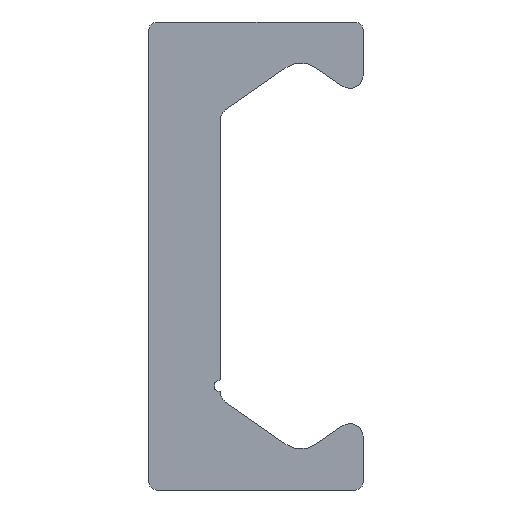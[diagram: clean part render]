
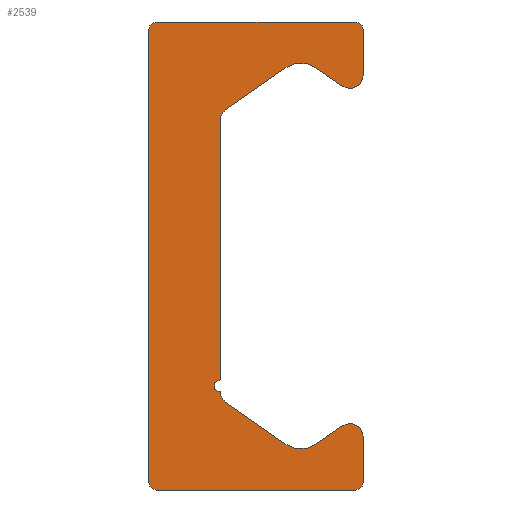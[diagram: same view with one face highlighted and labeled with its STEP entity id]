
A CAD part, left-side view. The second image highlights one B-rep face of the part: STEP entity #2539.
In plain terms, the highlighted planar face has unit normal (-1, 0, 0).
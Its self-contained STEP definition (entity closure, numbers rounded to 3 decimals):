
#1511=CARTESIAN_POINT('',(0.0,1.375,5.214));
#1512=VERTEX_POINT('',#1511);
#1519=CARTESIAN_POINT('',(0.0,1.375,-4.75));
#1520=VERTEX_POINT('',#1519);
#1521=CARTESIAN_POINT('',(0.0,1.375,5.214));
#1522=DIRECTION('',(0.0,0.0,-1.0));
#1523=VECTOR('',#1522,9.964);
#1524=LINE('',#1521,#1523);
#1525=EDGE_CURVE('',#1512,#1520,#1524,.T.);
#1774=CARTESIAN_POINT('',(0.0,3.825,-9.));
#1775=VERTEX_POINT('',#1774);
#1782=CARTESIAN_POINT('',(0.0,4.125,-8.7));
#1783=VERTEX_POINT('',#1782);
#1784=CARTESIAN_POINT('',(0.0,3.825,-8.7));
#1785=DIRECTION('',(1.0,0.0,0.0));
#1786=DIRECTION('',(0.0,0.0,-1.0));
#1787=AXIS2_PLACEMENT_3D('',#1784,#1785,#1786);
#1788=CIRCLE('',#1787,0.3);
#1789=EDGE_CURVE('',#1775,#1783,#1788,.T.);
#1813=CARTESIAN_POINT('',(0.0,-3.825,-9.));
#1814=VERTEX_POINT('',#1813);
#1821=CARTESIAN_POINT('',(0.0,-3.825,-9.));
#1822=DIRECTION('',(0.0,1.0,0.0));
#1823=VECTOR('',#1822,7.65);
#1824=LINE('',#1821,#1823);
#1825=EDGE_CURVE('',#1814,#1775,#1824,.T.);
#1845=CARTESIAN_POINT('',(0.0,-4.125,-8.7));
#1846=VERTEX_POINT('',#1845);
#1853=CARTESIAN_POINT('',(0.0,-3.825,-8.7));
#1854=DIRECTION('',(1.0,0.0,0.0));
#1855=DIRECTION('',(0.0,-1.0,0.0));
#1856=AXIS2_PLACEMENT_3D('',#1853,#1854,#1855);
#1857=CIRCLE('',#1856,0.3);
#1858=EDGE_CURVE('',#1846,#1814,#1857,.T.);
#1877=CARTESIAN_POINT('',(0.0,-4.125,-6.925));
#1878=VERTEX_POINT('',#1877);
#1885=CARTESIAN_POINT('',(0.0,-4.125,-6.925));
#1886=DIRECTION('',(0.0,0.0,-1.0));
#1887=VECTOR('',#1886,1.775);
#1888=LINE('',#1885,#1887);
#1889=EDGE_CURVE('',#1878,#1846,#1888,.T.);
#1909=CARTESIAN_POINT('',(0.0,-3.338,-6.515));
#1910=VERTEX_POINT('',#1909);
#1917=CARTESIAN_POINT('',(0.0,-3.625,-6.925));
#1918=DIRECTION('',(1.0,0.0,0.0));
#1919=DIRECTION('',(0.0,0.574,0.819));
#1920=AXIS2_PLACEMENT_3D('',#1917,#1918,#1919);
#1921=CIRCLE('',#1920,0.5);
#1922=EDGE_CURVE('',#1910,#1878,#1921,.T.);
#1941=CARTESIAN_POINT('',(0.0,-2.299,-7.243));
#1942=VERTEX_POINT('',#1941);
#1949=CARTESIAN_POINT('',(0.0,-2.299,-7.243));
#1950=DIRECTION('',(0.0,-0.819,0.574));
#1951=VECTOR('',#1950,1.269);
#1952=LINE('',#1949,#1951);
#1953=EDGE_CURVE('',#1942,#1910,#1952,.T.);
#1973=CARTESIAN_POINT('',(0.0,-1.151,-7.243));
#1974=VERTEX_POINT('',#1973);
#1981=CARTESIAN_POINT('',(0.0,-1.725,-6.424));
#1982=DIRECTION('',(-1.0,0.0,0.0));
#1983=DIRECTION('',(0.0,0.574,0.819));
#1984=AXIS2_PLACEMENT_3D('',#1981,#1982,#1983);
#1985=CIRCLE('',#1984,1.0);
#1986=EDGE_CURVE('',#1974,#1942,#1985,.T.);
#2005=CARTESIAN_POINT('',(0.0,1.162,-5.624));
#2006=VERTEX_POINT('',#2005);
#2013=CARTESIAN_POINT('',(0.0,1.162,-5.624));
#2014=DIRECTION('',(0.0,-0.819,-0.574));
#2015=VECTOR('',#2014,2.824);
#2016=LINE('',#2013,#2015);
#2017=EDGE_CURVE('',#2006,#1974,#2016,.T.);
#2037=CARTESIAN_POINT('',(0.0,1.375,-5.214));
#2038=VERTEX_POINT('',#2037);
#2045=CARTESIAN_POINT('',(0.0,0.875,-5.214));
#2046=DIRECTION('',(-1.0,0.0,0.0));
#2047=DIRECTION('',(0.0,-0.574,0.819));
#2048=AXIS2_PLACEMENT_3D('',#2045,#2046,#2047);
#2049=CIRCLE('',#2048,0.5);
#2050=EDGE_CURVE('',#2038,#2006,#2049,.T.);
#2069=CARTESIAN_POINT('',(0.0,1.375,-5.25));
#2070=VERTEX_POINT('',#2069);
#2077=CARTESIAN_POINT('',(0.0,1.375,-5.25));
#2078=DIRECTION('',(0.0,0.0,1.0));
#2079=VECTOR('',#2078,0.036);
#2080=LINE('',#2077,#2079);
#2081=EDGE_CURVE('',#2070,#2038,#2080,.T.);
#2122=CARTESIAN_POINT('',(0.0,1.375,-5.0));
#2123=DIRECTION('',(-1.0,0.0,0.0));
#2124=DIRECTION('',(0.0,0.0,1.0));
#2125=AXIS2_PLACEMENT_3D('',#2122,#2123,#2124);
#2126=CIRCLE('',#2125,0.25);
#2127=EDGE_CURVE('',#1520,#2070,#2126,.T.);
#2147=CARTESIAN_POINT('',(0.0,1.162,5.624));
#2148=VERTEX_POINT('',#2147);
#2155=CARTESIAN_POINT('',(0.0,0.875,5.214));
#2156=DIRECTION('',(-1.0,0.0,0.0));
#2157=DIRECTION('',(0.0,-1.0,0.0));
#2158=AXIS2_PLACEMENT_3D('',#2155,#2156,#2157);
#2159=CIRCLE('',#2158,0.5);
#2160=EDGE_CURVE('',#2148,#1512,#2159,.T.);
#2179=CARTESIAN_POINT('',(0.0,-1.151,7.243));
#2180=VERTEX_POINT('',#2179);
#2187=CARTESIAN_POINT('',(0.0,-1.151,7.243));
#2188=DIRECTION('',(0.0,0.819,-0.574));
#2189=VECTOR('',#2188,2.824);
#2190=LINE('',#2187,#2189);
#2191=EDGE_CURVE('',#2180,#2148,#2190,.T.);
#2211=CARTESIAN_POINT('',(0.0,-2.299,7.243));
#2212=VERTEX_POINT('',#2211);
#2219=CARTESIAN_POINT('',(0.0,-1.725,6.424));
#2220=DIRECTION('',(-1.0,0.0,0.0));
#2221=DIRECTION('',(0.0,-0.574,-0.819));
#2222=AXIS2_PLACEMENT_3D('',#2219,#2220,#2221);
#2223=CIRCLE('',#2222,1.0);
#2224=EDGE_CURVE('',#2212,#2180,#2223,.T.);
#2243=CARTESIAN_POINT('',(0.0,-3.338,6.515));
#2244=VERTEX_POINT('',#2243);
#2251=CARTESIAN_POINT('',(0.0,-3.338,6.515));
#2252=DIRECTION('',(0.0,0.819,0.574));
#2253=VECTOR('',#2252,1.269);
#2254=LINE('',#2251,#2253);
#2255=EDGE_CURVE('',#2244,#2212,#2254,.T.);
#2275=CARTESIAN_POINT('',(0.0,-4.125,6.925));
#2276=VERTEX_POINT('',#2275);
#2283=CARTESIAN_POINT('',(0.0,-3.625,6.925));
#2284=DIRECTION('',(1.0,0.0,0.0));
#2285=DIRECTION('',(0.0,-1.0,0.0));
#2286=AXIS2_PLACEMENT_3D('',#2283,#2284,#2285);
#2287=CIRCLE('',#2286,0.5);
#2288=EDGE_CURVE('',#2276,#2244,#2287,.T.);
#2307=CARTESIAN_POINT('',(0.0,-4.125,8.7));
#2308=VERTEX_POINT('',#2307);
#2315=CARTESIAN_POINT('',(0.0,-4.125,8.7));
#2316=DIRECTION('',(0.0,0.0,-1.0));
#2317=VECTOR('',#2316,1.775);
#2318=LINE('',#2315,#2317);
#2319=EDGE_CURVE('',#2308,#2276,#2318,.T.);
#2339=CARTESIAN_POINT('',(0.0,-3.825,9.));
#2340=VERTEX_POINT('',#2339);
#2347=CARTESIAN_POINT('',(0.0,-3.825,8.7));
#2348=DIRECTION('',(1.0,0.0,0.0));
#2349=DIRECTION('',(0.0,0.0,1.0));
#2350=AXIS2_PLACEMENT_3D('',#2347,#2348,#2349);
#2351=CIRCLE('',#2350,0.3);
#2352=EDGE_CURVE('',#2340,#2308,#2351,.T.);
#2371=CARTESIAN_POINT('',(0.0,3.825,9.));
#2372=VERTEX_POINT('',#2371);
#2379=CARTESIAN_POINT('',(0.0,3.825,9.));
#2380=DIRECTION('',(0.0,-1.0,0.0));
#2381=VECTOR('',#2380,7.65);
#2382=LINE('',#2379,#2381);
#2383=EDGE_CURVE('',#2372,#2340,#2382,.T.);
#2403=CARTESIAN_POINT('',(0.0,4.125,8.7));
#2404=VERTEX_POINT('',#2403);
#2411=CARTESIAN_POINT('',(0.0,3.825,8.7));
#2412=DIRECTION('',(1.0,0.0,0.0));
#2413=DIRECTION('',(0.0,1.0,0.0));
#2414=AXIS2_PLACEMENT_3D('',#2411,#2412,#2413);
#2415=CIRCLE('',#2414,0.3);
#2416=EDGE_CURVE('',#2404,#2372,#2415,.T.);
#2434=CARTESIAN_POINT('',(0.0,4.125,-8.7));
#2435=DIRECTION('',(0.0,0.0,1.0));
#2436=VECTOR('',#2435,17.4);
#2437=LINE('',#2434,#2436);
#2438=EDGE_CURVE('',#1783,#2404,#2437,.T.);
#2510=CARTESIAN_POINT('',(0.0,0.856,-0.029));
#2511=DIRECTION('',(1.0,0.0,0.0));
#2512=DIRECTION('',(0.0,0.0,-1.0));
#2513=AXIS2_PLACEMENT_3D('',#2510,#2511,#2512);
#2514=PLANE('',#2513);
#2515=ORIENTED_EDGE('',*,*,#2438,.F.);
#2516=ORIENTED_EDGE('',*,*,#1789,.F.);
#2517=ORIENTED_EDGE('',*,*,#1825,.F.);
#2518=ORIENTED_EDGE('',*,*,#1858,.F.);
#2519=ORIENTED_EDGE('',*,*,#1889,.F.);
#2520=ORIENTED_EDGE('',*,*,#1922,.F.);
#2521=ORIENTED_EDGE('',*,*,#1953,.F.);
#2522=ORIENTED_EDGE('',*,*,#1986,.F.);
#2523=ORIENTED_EDGE('',*,*,#2017,.F.);
#2524=ORIENTED_EDGE('',*,*,#2050,.F.);
#2525=ORIENTED_EDGE('',*,*,#2081,.F.);
#2526=ORIENTED_EDGE('',*,*,#2127,.F.);
#2527=ORIENTED_EDGE('',*,*,#1525,.F.);
#2528=ORIENTED_EDGE('',*,*,#2160,.F.);
#2529=ORIENTED_EDGE('',*,*,#2191,.F.);
#2530=ORIENTED_EDGE('',*,*,#2224,.F.);
#2531=ORIENTED_EDGE('',*,*,#2255,.F.);
#2532=ORIENTED_EDGE('',*,*,#2288,.F.);
#2533=ORIENTED_EDGE('',*,*,#2319,.F.);
#2534=ORIENTED_EDGE('',*,*,#2352,.F.);
#2535=ORIENTED_EDGE('',*,*,#2383,.F.);
#2536=ORIENTED_EDGE('',*,*,#2416,.F.);
#2537=EDGE_LOOP('',(#2515,#2516,#2517,#2518,#2519,#2520,#2521,#2522,#2523,#2524,#2525,#2526,#2527,#2528,#2529,#2530,#2531,#2532,#2533,#2534,#2535,#2536));
#2538=FACE_OUTER_BOUND('',#2537,.T.);
#2539=ADVANCED_FACE('',(#2538),#2514,.F.);
